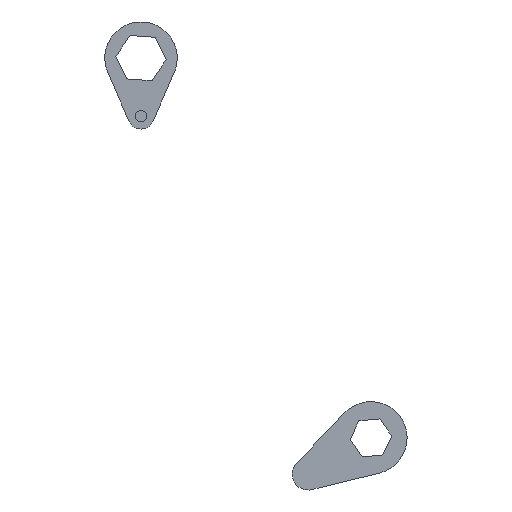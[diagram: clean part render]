
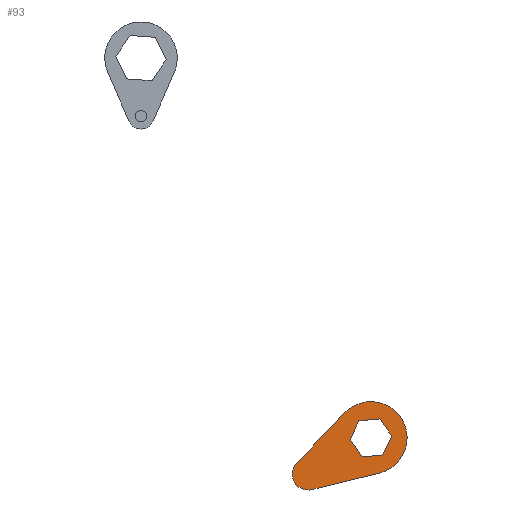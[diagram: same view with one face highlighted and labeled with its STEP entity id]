
A CAD part, left-side view. The second image highlights one B-rep face of the part: STEP entity #93.
In plain terms, the highlighted planar face has unit normal (-1, 0, 0).
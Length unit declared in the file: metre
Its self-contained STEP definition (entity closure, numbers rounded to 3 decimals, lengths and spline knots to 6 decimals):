
#93 = ADVANCED_FACE( '', ( #211, #212 ), #213, .T. );
#211 = FACE_BOUND( '', #362, .T. );
#212 = FACE_OUTER_BOUND( '', #363, .T. );
#213 = PLANE( '', #364 );
#362 = EDGE_LOOP( '', ( #586, #587, #588, #589, #590, #591 ) );
#363 = EDGE_LOOP( '', ( #592, #593, #594, #595 ) );
#364 = AXIS2_PLACEMENT_3D( '', #596, #597, #598 );
#586 = ORIENTED_EDGE( '', *, *, #902, .T. );
#587 = ORIENTED_EDGE( '', *, *, #903, .T. );
#588 = ORIENTED_EDGE( '', *, *, #894, .T. );
#589 = ORIENTED_EDGE( '', *, *, #855, .T. );
#590 = ORIENTED_EDGE( '', *, *, #904, .T. );
#591 = ORIENTED_EDGE( '', *, *, #905, .T. );
#592 = ORIENTED_EDGE( '', *, *, #906, .F. );
#593 = ORIENTED_EDGE( '', *, *, #907, .T. );
#594 = ORIENTED_EDGE( '', *, *, #908, .F. );
#595 = ORIENTED_EDGE( '', *, *, #909, .F. );
#596 = CARTESIAN_POINT( '', ( -0.154959, -2.646899, 0.612472 ) );
#597 = DIRECTION( '', ( -1., 0., 0. ) );
#598 = DIRECTION( '', ( 0., 0.866, -0.5 ) );
#855 = EDGE_CURVE( '', #994, #992, #995, .T. );
#894 = EDGE_CURVE( '', #1059, #994, #1060, .T. );
#902 = EDGE_CURVE( '', #1072, #1073, #1074, .T. );
#903 = EDGE_CURVE( '', #1073, #1059, #1075, .T. );
#904 = EDGE_CURVE( '', #992, #1076, #1077, .T. );
#905 = EDGE_CURVE( '', #1076, #1072, #1078, .T. );
#906 = EDGE_CURVE( '', #1079, #1080, #1081, .T. );
#907 = EDGE_CURVE( '', #1079, #1082, #1083, .T. );
#908 = EDGE_CURVE( '', #1084, #1082, #1085, .T. );
#909 = EDGE_CURVE( '', #1080, #1084, #1086, .T. );
#992 = VERTEX_POINT( '', #1194 );
#994 = VERTEX_POINT( '', #1197 );
#995 = LINE( '', #1198, #1199 );
#1059 = VERTEX_POINT( '', #1290 );
#1060 = LINE( '', #1291, #1292 );
#1072 = VERTEX_POINT( '', #1309 );
#1073 = VERTEX_POINT( '', #1310 );
#1074 = LINE( '', #1311, #1312 );
#1075 = LINE( '', #1313, #1314 );
#1076 = VERTEX_POINT( '', #1315 );
#1077 = LINE( '', #1316, #1317 );
#1078 = LINE( '', #1318, #1319 );
#1079 = VERTEX_POINT( '', #1320 );
#1080 = VERTEX_POINT( '', #1321 );
#1081 = CIRCLE( '', #1322, 0.015875 );
#1082 = VERTEX_POINT( '', #1323 );
#1083 = LINE( '', #1324, #1325 );
#1084 = VERTEX_POINT( '', #1326 );
#1085 = CIRCLE( '', #1327, 0.006985 );
#1086 = LINE( '', #1328, #1329 );
#1194 = CARTESIAN_POINT( '', ( -0.154959, -2.665891, 0.649528 ) );
#1197 = CARTESIAN_POINT( '', ( -0.154959, -2.675021, 0.650337 ) );
#1198 = CARTESIAN_POINT( '', ( -0.154959, -2.670456, 0.649933 ) );
#1199 = VECTOR( '', #1470, 1. );
#1290 = CARTESIAN_POINT( '', ( -0.154959, -2.678885, 0.658648 ) );
#1291 = CARTESIAN_POINT( '', ( -0.154959, -2.676953, 0.654493 ) );
#1292 = VECTOR( '', #1510, 1. );
#1309 = CARTESIAN_POINT( '', ( -0.154959, -2.66449, 0.665342 ) );
#1310 = CARTESIAN_POINT( '', ( -0.154959, -2.67362, 0.66615 ) );
#1311 = CARTESIAN_POINT( '', ( -0.154959, -2.669055, 0.665746 ) );
#1312 = VECTOR( '', #1516, 1. );
#1313 = CARTESIAN_POINT( '', ( -0.154959, -2.676252, 0.662399 ) );
#1314 = VECTOR( '', #1517, 1. );
#1315 = CARTESIAN_POINT( '', ( -0.154959, -2.660626, 0.657031 ) );
#1316 = CARTESIAN_POINT( '', ( -0.154959, -2.663258, 0.65328 ) );
#1317 = VECTOR( '', #1518, 1. );
#1318 = CARTESIAN_POINT( '', ( -0.154959, -2.662558, 0.661186 ) );
#1319 = VECTOR( '', #1519, 1. );
#1320 = CARTESIAN_POINT( '', ( -0.154959, -2.658286, 0.668815 ) );
#1321 = CARTESIAN_POINT( '', ( -0.154959, -2.673526, 0.642419 ) );
#1322 = AXIS2_PLACEMENT_3D( '', #1520, #1521, #1522 );
#1323 = CARTESIAN_POINT( '', ( -0.154959, -2.637212, 0.646794 ) );
#1324 = CARTESIAN_POINT( '', ( -0.154959, -2.647749, 0.657804 ) );
#1325 = VECTOR( '', #1523, 1. );
#1326 = CARTESIAN_POINT( '', ( -0.154959, -2.643918, 0.635179 ) );
#1327 = AXIS2_PLACEMENT_3D( '', #1524, #1525, #1526 );
#1328 = CARTESIAN_POINT( '', ( -0.154959, -2.658722, 0.638799 ) );
#1329 = VECTOR( '', #1527, 1. );
#1470 = DIRECTION( '', ( 0., 0.996, -0.088 ) );
#1510 = DIRECTION( '', ( 0., 0.422, -0.907 ) );
#1516 = DIRECTION( '', ( 0., -0.996, 0.088 ) );
#1517 = DIRECTION( '', ( 0., -0.574, -0.819 ) );
#1518 = DIRECTION( '', ( 0., 0.574, 0.819 ) );
#1519 = DIRECTION( '', ( 0., -0.422, 0.907 ) );
#1520 = CARTESIAN_POINT( '', ( -0.154959, -2.669755, 0.657839 ) );
#1521 = DIRECTION( '', ( 1., 0., 0. ) );
#1522 = DIRECTION( '', ( 0., -0.5, -0.866 ) );
#1523 = DIRECTION( '', ( 0., 0.691, -0.722 ) );
#1524 = CARTESIAN_POINT( '', ( -0.154959, -2.642259, 0.641964 ) );
#1525 = DIRECTION( '', ( 1., 0., 0. ) );
#1526 = DIRECTION( '', ( 0., -0.5, -0.866 ) );
#1527 = DIRECTION( '', ( 0., 0.971, -0.238 ) );
